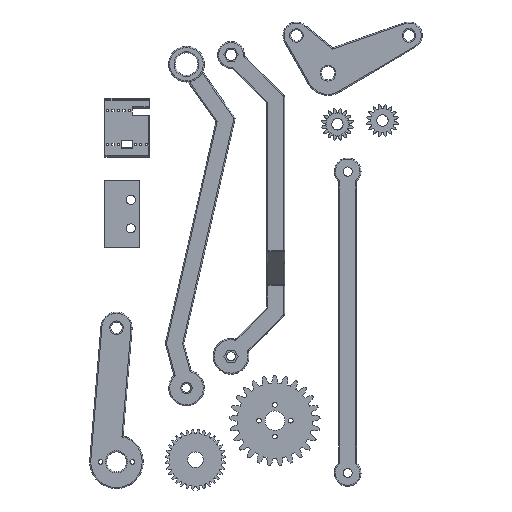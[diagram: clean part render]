
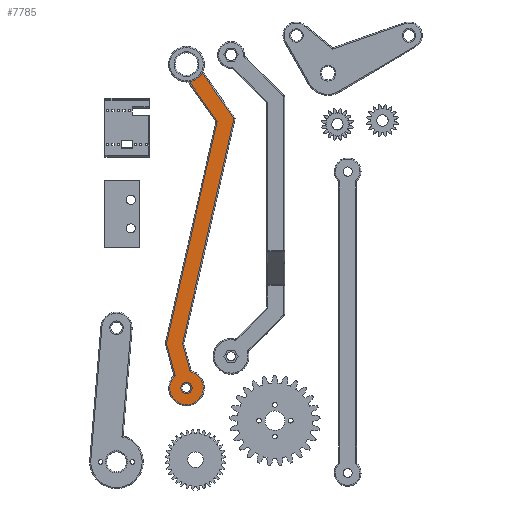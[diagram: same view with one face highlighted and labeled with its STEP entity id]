
A CAD part, front view. The second image highlights one B-rep face of the part: STEP entity #7785.
In plain terms, the highlighted face is planar.
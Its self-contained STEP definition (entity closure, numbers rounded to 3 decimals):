
#450 = DIRECTION ( 'NONE',  ( -0.819, 0.574, 0. ) ) ;
#592 = CARTESIAN_POINT ( 'NONE',  ( 2.55, 0., -3. ) ) ;
#785 = VERTEX_POINT ( 'NONE', #1142 ) ;
#868 = DIRECTION ( 'NONE',  ( 1., 0., 0. ) ) ;
#1142 = CARTESIAN_POINT ( 'NONE',  ( 7.5, 0., -3. ) ) ;
#1346 = ORIENTED_EDGE ( 'NONE', *, *, #14032, .T. ) ;
#1476 = AXIS2_PLACEMENT_3D ( 'NONE', #14859, #21316, #19072 ) ;
#2284 = AXIS2_PLACEMENT_3D ( 'NONE', #7836, #11777, #20364 ) ;
#2617 = DIRECTION ( 'NONE',  ( 1., 0., 0. ) ) ;
#2743 = EDGE_CURVE ( 'NONE', #785, #15751, #6804, .T. ) ;
#3730 = EDGE_CURVE ( 'NONE', #8988, #18556, #22578, .T. ) ;
#4928 = CARTESIAN_POINT ( 'NONE',  ( -119.265, -13.747, -3. ) ) ;
#5342 = CARTESIAN_POINT ( 'NONE',  ( -137.1, -1.259, -3. ) ) ;
#5378 = EDGE_CURVE ( 'NONE', #15869, #8988, #21880, .T. ) ;
#5413 = CIRCLE ( 'NONE', #19391, 2.55 ) ;
#5651 = DIRECTION ( 'NONE',  ( 0., 0., 1. ) ) ;
#5880 = CARTESIAN_POINT ( 'NONE',  ( -0.906, -3.381, -3. ) ) ;
#6394 = CIRCLE ( 'NONE', #22154, 2.55 ) ;
#6804 = CIRCLE ( 'NONE', #2284, 7.5 ) ;
#6862 = DIRECTION ( 'NONE',  ( 0., 0., 1. ) ) ;
#7185 = EDGE_CURVE ( 'NONE', #22790, #18810, #24913, .T. ) ;
#7785 = ADVANCED_FACE ( 'NONE', ( #11330, #9638 ), #20181, .F. ) ;
#7836 = CARTESIAN_POINT ( 'NONE',  ( 0., 0., -3. ) ) ;
#8988 = VERTEX_POINT ( 'NONE', #16873 ) ;
#9011 = ORIENTED_EDGE ( 'NONE', *, *, #2743, .T. ) ;
#9255 = EDGE_CURVE ( 'NONE', #18810, #785, #11415, .T. ) ;
#9270 = DIRECTION ( 'NONE',  ( 0.819, -0.574, 0. ) ) ;
#9328 = CARTESIAN_POINT ( 'NONE',  ( -20.067, 1.753, -3. ) ) ;
#9344 = VERTEX_POINT ( 'NONE', #16673 ) ;
#9638 = FACE_OUTER_BOUND ( 'NONE', #14308, .T. ) ;
#9854 = LINE ( 'NONE', #5880, #25099 ) ;
#10087 = DIRECTION ( 'NONE',  ( 0.975, 0.223, 0. ) ) ;
#10196 = EDGE_LOOP ( 'NONE', ( #24782, #27818 ) ) ;
#10427 = CARTESIAN_POINT ( 'NONE',  ( -5.501, 5.098, -3. ) ) ;
#11330 = FACE_BOUND ( 'NONE', #10196, .T. ) ;
#11363 = DIRECTION ( 'NONE',  ( 0.966, -0.259, 0. ) ) ;
#11406 = DIRECTION ( 'NONE',  ( 0., 0., 1. ) ) ;
#11415 = CIRCLE ( 'NONE', #1476, 7.5 ) ;
#11593 = DIRECTION ( 'NONE',  ( 0., 0., 1. ) ) ;
#11777 = DIRECTION ( 'NONE',  ( 0., 0., -1. ) ) ;
#12198 = CARTESIAN_POINT ( 'NONE',  ( -2.938, 12.85, -3. ) ) ;
#12862 = ORIENTED_EDGE ( 'NONE', *, *, #7185, .T. ) ;
#13521 = DIRECTION ( 'NONE',  ( 1., 0., 0. ) ) ;
#13725 = EDGE_CURVE ( 'NONE', #15751, #24254, #9854, .T. ) ;
#13854 = DIRECTION ( 'NONE',  ( 1., 0., 0. ) ) ;
#14032 = EDGE_CURVE ( 'NONE', #18556, #18602, #22361, .T. ) ;
#14308 = EDGE_LOOP ( 'NONE', ( #22207, #24059, #18555, #1346, #23924, #12862, #24759, #9011, #27859 ) ) ;
#14859 = CARTESIAN_POINT ( 'NONE',  ( 0., 0., -3. ) ) ;
#14932 = VECTOR ( 'NONE', #10087, 1000. ) ;
#15505 = CARTESIAN_POINT ( 'NONE',  ( -1.378, 6.026, -3. ) ) ;
#15751 = VERTEX_POINT ( 'NONE', #24421 ) ;
#15869 = VERTEX_POINT ( 'NONE', #26812 ) ;
#16182 = VERTEX_POINT ( 'NONE', #592 ) ;
#16673 = CARTESIAN_POINT ( 'NONE',  ( -2.55, 0., -3. ) ) ;
#16873 = CARTESIAN_POINT ( 'NONE',  ( -141.115, -6.993, -3. ) ) ;
#17915 = EDGE_CURVE ( 'NONE', #18602, #22790, #27115, .T. ) ;
#17935 = VECTOR ( 'NONE', #9270, 1000. ) ;
#18555 = ORIENTED_EDGE ( 'NONE', *, *, #3730, .T. ) ;
#18556 = VERTEX_POINT ( 'NONE', #5342 ) ;
#18579 = DIRECTION ( 'NONE',  ( -0.966, 0.259, 0. ) ) ;
#18602 = VERTEX_POINT ( 'NONE', #4928 ) ;
#18810 = VERTEX_POINT ( 'NONE', #10427 ) ;
#18927 = EDGE_CURVE ( 'NONE', #24254, #15869, #22495, .T. ) ;
#19072 = DIRECTION ( 'NONE',  ( 1., 0., 0. ) ) ;
#19315 = CARTESIAN_POINT ( 'NONE',  ( -19.933, 8.965, -3. ) ) ;
#19391 = AXIS2_PLACEMENT_3D ( 'NONE', #22721, #5651, #13854 ) ;
#19758 = CARTESIAN_POINT ( 'NONE',  ( -49.711, -70.995, -3. ) ) ;
#20181 = PLANE ( 'NONE',  #23903 ) ;
#20364 = DIRECTION ( 'NONE',  ( 1., 0., 0. ) ) ;
#20458 = CARTESIAN_POINT ( 'NONE',  ( 0., 0., -3. ) ) ;
#21316 = DIRECTION ( 'NONE',  ( 0., 0., -1. ) ) ;
#21431 = EDGE_CURVE ( 'NONE', #9344, #16182, #5413, .T. ) ;
#21880 = LINE ( 'NONE', #19758, #27580 ) ;
#21939 = CARTESIAN_POINT ( 'NONE',  ( -145., 0., -3. ) ) ;
#22154 = AXIS2_PLACEMENT_3D ( 'NONE', #24332, #11406, #13521 ) ;
#22207 = ORIENTED_EDGE ( 'NONE', *, *, #18927, .T. ) ;
#22361 = LINE ( 'NONE', #24178, #17935 ) ;
#22495 = LINE ( 'NONE', #15505, #24858 ) ;
#22578 = CIRCLE ( 'NONE', #26594, 8. ) ;
#22721 = CARTESIAN_POINT ( 'NONE',  ( 0., 0., -3. ) ) ;
#22790 = VERTEX_POINT ( 'NONE', #19315 ) ;
#23481 = EDGE_CURVE ( 'NONE', #16182, #9344, #6394, .T. ) ;
#23903 = AXIS2_PLACEMENT_3D ( 'NONE', #20458, #11593, #868 ) ;
#23924 = ORIENTED_EDGE ( 'NONE', *, *, #17915, .T. ) ;
#24059 = ORIENTED_EDGE ( 'NONE', *, *, #5378, .T. ) ;
#24073 = DIRECTION ( 'NONE',  ( -0.975, -0.223, 0. ) ) ;
#24139 = VECTOR ( 'NONE', #11363, 1000. ) ;
#24178 = CARTESIAN_POINT ( 'NONE',  ( -119.447, -13.62, -3. ) ) ;
#24254 = VERTEX_POINT ( 'NONE', #9328 ) ;
#24332 = CARTESIAN_POINT ( 'NONE',  ( 0., 0., -3. ) ) ;
#24421 = CARTESIAN_POINT ( 'NONE',  ( -7.313, -1.664, -3. ) ) ;
#24759 = ORIENTED_EDGE ( 'NONE', *, *, #9255, .T. ) ;
#24782 = ORIENTED_EDGE ( 'NONE', *, *, #23481, .T. ) ;
#24858 = VECTOR ( 'NONE', #24073, 1000. ) ;
#24913 = LINE ( 'NONE', #25048, #24139 ) ;
#25048 = CARTESIAN_POINT ( 'NONE',  ( 0.906, 3.381, -3. ) ) ;
#25099 = VECTOR ( 'NONE', #18579, 1000. ) ;
#26594 = AXIS2_PLACEMENT_3D ( 'NONE', #21939, #6862, #2617 ) ;
#26812 = CARTESIAN_POINT ( 'NONE',  ( -120.735, -21.263, -3. ) ) ;
#27115 = LINE ( 'NONE', #12198, #14932 ) ;
#27580 = VECTOR ( 'NONE', #450, 1000. ) ;
#27818 = ORIENTED_EDGE ( 'NONE', *, *, #21431, .T. ) ;
#27859 = ORIENTED_EDGE ( 'NONE', *, *, #13725, .T. ) ;
